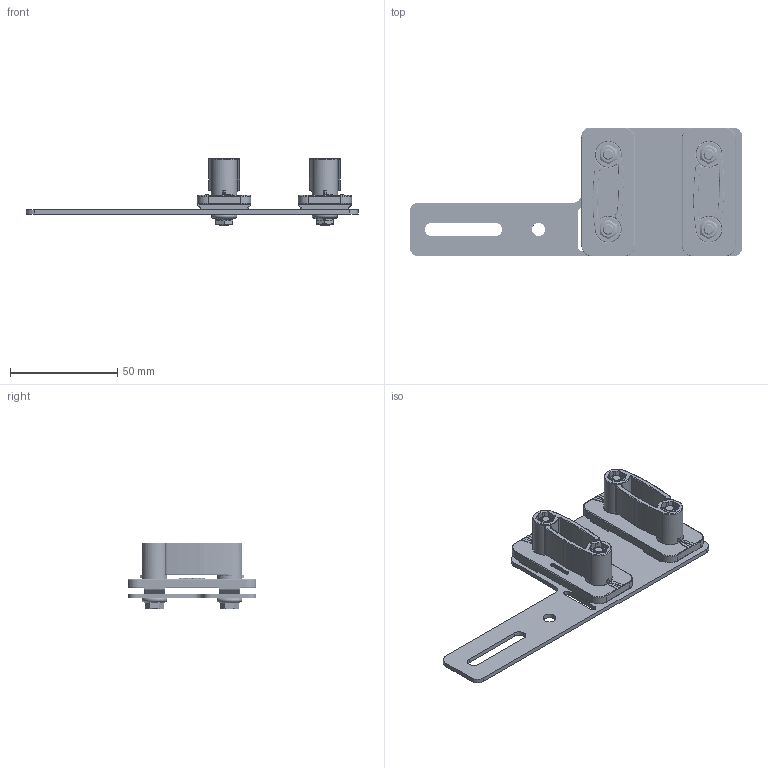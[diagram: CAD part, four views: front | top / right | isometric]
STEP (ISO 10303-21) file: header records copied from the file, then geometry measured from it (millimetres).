
FILE_DESCRIPTION(/* description */ (''),/* implementation_level */ '2;1');
FILE_NAME(/* name */ '1131DXRG.stp',/* time_stamp */ '2019-08-05T12:19:01+02:00',/* author */ ('Didierr'),/* organization */ (''),/* preprocessor_version */ 'ST-DEVELOPER v17.2',/* originating_system */ 'Autodesk Inventor 2019',/* authorisation */ '');
FILE_SCHEMA (('AUTOMOTIVE_DESIGN { 1 0 10303 214 3 1 1 }'));
Length unit declared in the file: millimetre
Products named in the file (8): 1131DXRG; Guide EBRA 60x155 INX BRUT; 21589; 21267-B embase; 21267-2C; DIN 6923 - M5; 22519-VIS; DIN 934 - M5
Assembly tree (14 placements, depth 3):
  1131DXRG
    Guide EBRA 60x155 INX BRUT
    21589  x2
      21267-B embase
      21267-2C
      22519-VIS
      DIN 6923 - M5
      DIN 934 - M5
Bounding box: 155 x 60 x 31 mm (x, y, z)
Volume: 41262.8 mm3; surface area: 39714 mm2
Topology: 23 solids, 23 shells, 2787 faces, 7763 edges, 5060 vertices
Faces by surface type: plane 2002, cylinder 471, torus 144, bspline 78, cone 60, sphere 32
Full cylindrical faces by diameter (mm): 1.939 x2, 4.134 x8, 5 x216, 5.1 x8, 5.2 x2, 6 x1, 8.5 x8, 12 x4, 12.2 x4
Entity records: 36900 total; most frequent: CARTESIAN_POINT 9166, DIRECTION 6006, ORIENTED_EDGE 5766, EDGE_CURVE 2883, AXIS2_PLACEMENT_3D 2262, VERTEX_POINT 1883, LINE 1482, VECTOR 1482
